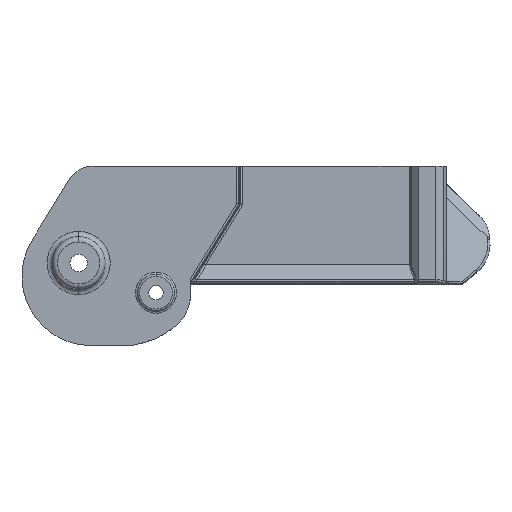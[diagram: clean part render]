
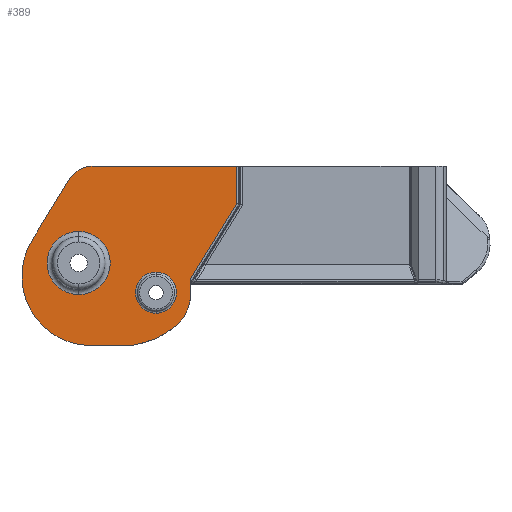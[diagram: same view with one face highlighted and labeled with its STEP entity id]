
A CAD part, left-side view. The second image highlights one B-rep face of the part: STEP entity #389.
In plain terms, the highlighted planar face has unit normal (-1, 0, 0).
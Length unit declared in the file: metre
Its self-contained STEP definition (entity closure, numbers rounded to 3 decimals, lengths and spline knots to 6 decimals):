
#389=ADVANCED_FACE('0:482',(#1279,#1280,#1281),#1282,.F.);
#1279=FACE_OUTER_BOUND('',#5448,.T.);
#1280=FACE_BOUND('',#5449,.T.);
#1281=FACE_BOUND('',#5450,.T.);
#1282=PLANE('',#5451);
#5448=EDGE_LOOP('',(#19234,#19235,#19236,#19237,#19238,#19239,#19240,#19241,#19242,#19243,#19244,#19245,#19246));
#5449=EDGE_LOOP('',(#19247,#19248,#19249));
#5450=EDGE_LOOP('',(#19250,#19251));
#5451=AXIS2_PLACEMENT_3D('',#19252,#19253,#19254);
#19234=ORIENTED_EDGE('',*,*,#21429,.F.);
#19235=ORIENTED_EDGE('',*,*,#21700,.T.);
#19236=ORIENTED_EDGE('',*,*,#21920,.F.);
#19237=ORIENTED_EDGE('',*,*,#20983,.F.);
#19238=ORIENTED_EDGE('',*,*,#21921,.T.);
#19239=ORIENTED_EDGE('',*,*,#21922,.T.);
#19240=ORIENTED_EDGE('',*,*,#21923,.T.);
#19241=ORIENTED_EDGE('',*,*,#20783,.T.);
#19242=ORIENTED_EDGE('',*,*,#21924,.F.);
#19243=ORIENTED_EDGE('',*,*,#21925,.F.);
#19244=ORIENTED_EDGE('',*,*,#21926,.T.);
#19245=ORIENTED_EDGE('',*,*,#21661,.T.);
#19246=ORIENTED_EDGE('',*,*,#21696,.F.);
#19247=ORIENTED_EDGE('',*,*,#21927,.F.);
#19248=ORIENTED_EDGE('',*,*,#21928,.F.);
#19249=ORIENTED_EDGE('',*,*,#21059,.F.);
#19250=ORIENTED_EDGE('',*,*,#21929,.F.);
#19251=ORIENTED_EDGE('',*,*,#21053,.F.);
#19252=CARTESIAN_POINT('',(-0.054429,-0.079586,0.044352));
#19253=DIRECTION('',(1.0,0.,0.));
#19254=DIRECTION('',(0.,0.,1.0));
#20783=EDGE_CURVE('0:2591',#22241,#22247,#22249,.F.);
#20983=EDGE_CURVE('0:2582',#22631,#22627,#22633,.T.);
#21053=EDGE_CURVE('0:2606',#22760,#22762,#22763,.T.);
#21059=EDGE_CURVE('0:2603',#22772,#22766,#22774,.T.);
#21429=EDGE_CURVE('0:1661',#23462,#23458,#23464,.T.);
#21661=EDGE_CURVE('0:1556',#23829,#23827,#23830,.T.);
#21696=EDGE_CURVE('0:1661',#23458,#23827,#23882,.T.);
#21700=EDGE_CURVE('0:1676',#23462,#23886,#23888,.F.);
#21920=EDGE_CURVE('0:2582',#22627,#23886,#24192,.T.);
#21921=EDGE_CURVE('0:2585',#22631,#24193,#24194,.F.);
#21922=EDGE_CURVE('0:2588',#24193,#24195,#24196,.F.);
#21923=EDGE_CURVE('0:2591',#24195,#22241,#24197,.F.);
#21924=EDGE_CURVE('0:2594',#24198,#22247,#24199,.T.);
#21925=EDGE_CURVE('0:2597',#24200,#24198,#24201,.T.);
#21926=EDGE_CURVE('0:2600',#24200,#23829,#24202,.T.);
#21927=EDGE_CURVE('0:2603',#24203,#22772,#24204,.T.);
#21928=EDGE_CURVE('0:2603',#22766,#24203,#24205,.T.);
#21929=EDGE_CURVE('0:2606',#22762,#22760,#24206,.T.);
#22241=VERTEX_POINT('',#24698);
#22247=VERTEX_POINT('',#24711);
#22249=CIRCLE('',#24714,0.007895);
#22627=VERTEX_POINT('',#25554);
#22631=VERTEX_POINT('',#25559);
#22633=CIRCLE('',#25562,0.013158);
#22760=VERTEX_POINT('',#25730);
#22762=VERTEX_POINT('',#25732);
#22763=CIRCLE('',#25733,0.0039);
#22766=VERTEX_POINT('',#25736);
#22772=VERTEX_POINT('',#25742);
#22774=CIRCLE('',#25744,0.006);
#23458=VERTEX_POINT('',#27144);
#23462=VERTEX_POINT('',#27149);
#23464=CIRCLE('',#27152,0.005);
#23827=VERTEX_POINT('',#27725);
#23829=VERTEX_POINT('',#27728);
#23830=LINE('',#27729,#27730);
#23882=CIRCLE('',#27799,0.005);
#23886=VERTEX_POINT('',#27804);
#23888=LINE('',#27807,#27808);
#24192=CIRCLE('',#28741,0.013158);
#24193=VERTEX_POINT('',#28742);
#24194=LINE('',#28743,#28744);
#24195=VERTEX_POINT('',#28745);
#24196=CIRCLE('',#28746,0.015789);
#24197=CIRCLE('',#28747,0.007895);
#24198=VERTEX_POINT('',#28748);
#24199=LINE('',#28749,#28750);
#24200=VERTEX_POINT('',#28751);
#24201=LINE('',#28752,#28753);
#24202=LINE('',#28754,#28755);
#24203=VERTEX_POINT('',#28756);
#24204=CIRCLE('',#28757,0.006);
#24205=CIRCLE('',#28758,0.006);
#24206=CIRCLE('',#28759,0.0039);
#24698=CARTESIAN_POINT('',(-0.054429,-0.037171,0.026332));
#24711=CARTESIAN_POINT('',(-0.054429,-0.037876,0.029593));
#24714=AXIS2_PLACEMENT_3D('',#29883,#29884,#29885);
#25554=CARTESIAN_POINT('',(-0.054429,-0.007532,0.026549));
#25559=CARTESIAN_POINT('',(-0.054429,-0.018946,0.019782));
#25562=AXIS2_PLACEMENT_3D('',#30229,#30230,#30231);
#25730=CARTESIAN_POINT('',(-0.054429,-0.031324,0.025924));
#25732=CARTESIAN_POINT('',(-0.054429,-0.031324,0.033724));
#25733=AXIS2_PLACEMENT_3D('',#30372,#30373,#30374);
#25736=CARTESIAN_POINT('',(-0.054429,-0.01664,0.041456));
#25742=CARTESIAN_POINT('',(-0.054429,-0.01664,0.029456));
#25744=AXIS2_PLACEMENT_3D('',#30390,#30391,#30392);
#27144=CARTESIAN_POINT('',(-0.054429,-0.016757,0.053187));
#27149=CARTESIAN_POINT('',(-0.054429,-0.014937,0.051437));
#27152=AXIS2_PLACEMENT_3D('',#31043,#31044,#31045);
#27725=CARTESIAN_POINT('',(-0.054429,-0.0192,0.053824));
#27728=CARTESIAN_POINT('',(-0.054429,-0.046671,0.053824));
#27729=CARTESIAN_POINT('',(-0.054429,-0.054526,0.053824));
#27730=VECTOR('',#31543,1.0);
#27799=AXIS2_PLACEMENT_3D('',#31612,#31613,#31614);
#27804=CARTESIAN_POINT('',(-0.054429,-0.007815,0.039815));
#27807=CARTESIAN_POINT('',(-0.054429,-0.014642,0.050956));
#27808=VECTOR('',#31620,1.0);
#28741=AXIS2_PLACEMENT_3D('',#31988,#31989,#31990);
#28742=CARTESIAN_POINT('',(-0.054429,-0.024675,0.019744));
#28743=CARTESIAN_POINT('',(-0.054429,-0.050716,0.01957));
#28744=VECTOR('',#31991,1.);
#28745=CARTESIAN_POINT('',(-0.054429,-0.035182,0.023654));
#28746=AXIS2_PLACEMENT_3D('',#31992,#31993,#31994);
#28747=AXIS2_PLACEMENT_3D('',#31995,#31996,#31997);
#28748=CARTESIAN_POINT('',(-0.054429,-0.037876,0.032436));
#28749=CARTESIAN_POINT('',(-0.054429,-0.037876,0.039691));
#28750=VECTOR('',#31998,1.0);
#28751=CARTESIAN_POINT('',(-0.054429,-0.046671,0.046761));
#28752=CARTESIAN_POINT('',(-0.054429,-0.048436,0.049636));
#28753=VECTOR('',#31999,1.0);
#28754=CARTESIAN_POINT('',(-0.054429,-0.046671,0.052684));
#28755=VECTOR('',#32000,1.0);
#28756=CARTESIAN_POINT('',(-0.054429,-0.01064,0.035456));
#28757=AXIS2_PLACEMENT_3D('',#32001,#32002,#32003);
#28758=AXIS2_PLACEMENT_3D('',#32004,#32005,#32006);
#28759=AXIS2_PLACEMENT_3D('',#32007,#32008,#32009);
#29883=CARTESIAN_POINT('',(-0.054429,-0.029981,0.029593));
#29884=DIRECTION('',(1.0,0.,0.));
#29885=DIRECTION('',(0.,-0.911,-0.413));
#30229=CARTESIAN_POINT('',(-0.054429,-0.019034,0.03294));
#30230=DIRECTION('',(1.0,0.,0.));
#30231=DIRECTION('',(0.,0.874,-0.486));
#30372=CARTESIAN_POINT('',(-0.054429,-0.031324,0.029824));
#30373=DIRECTION('',(-1.0,0.,0.));
#30374=DIRECTION('',(0.,0.,-1.0));
#30390=CARTESIAN_POINT('',(-0.054429,-0.01664,0.035456));
#30391=DIRECTION('',(-1.0,0.,0.));
#30392=DIRECTION('',(0.,-1.0,0.));
#31043=CARTESIAN_POINT('',(-0.054429,-0.0192,0.048824));
#31044=DIRECTION('',(1.0,0.,0.));
#31045=DIRECTION('',(0.,0.489,0.872));
#31543=DIRECTION('',(0.,1.0,0.));
#31612=CARTESIAN_POINT('',(-0.054429,-0.0192,0.048824));
#31613=DIRECTION('',(1.0,0.,0.));
#31614=DIRECTION('',(0.,0.489,0.872));
#31620=DIRECTION('',(0.,-0.522,0.853));
#31988=CARTESIAN_POINT('',(-0.054429,-0.019034,0.03294));
#31989=DIRECTION('',(1.0,0.,0.));
#31990=DIRECTION('',(0.,0.874,-0.486));
#31991=DIRECTION('',(0.,1.,0.007));
#31992=CARTESIAN_POINT('',(-0.054429,-0.024781,0.035533));
#31993=DIRECTION('',(1.0,0.,0.));
#31994=DIRECTION('',(0.,0.569,-0.822));
#31995=CARTESIAN_POINT('',(-0.054429,-0.029981,0.029593));
#31996=DIRECTION('',(1.0,0.,0.));
#31997=DIRECTION('',(0.,-0.911,-0.413));
#31998=DIRECTION('',(0.,0.,-1.0));
#31999=DIRECTION('',(0.,0.523,-0.852));
#32000=DIRECTION('',(0.,0.,1.0));
#32001=CARTESIAN_POINT('',(-0.054429,-0.01664,0.035456));
#32002=DIRECTION('',(-1.0,0.,0.));
#32003=DIRECTION('',(0.,-1.0,0.));
#32004=CARTESIAN_POINT('',(-0.054429,-0.01664,0.035456));
#32005=DIRECTION('',(-1.0,0.,0.));
#32006=DIRECTION('',(0.,-1.0,0.));
#32007=CARTESIAN_POINT('',(-0.054429,-0.031324,0.029824));
#32008=DIRECTION('',(-1.0,0.,0.));
#32009=DIRECTION('',(0.,0.,-1.0));
